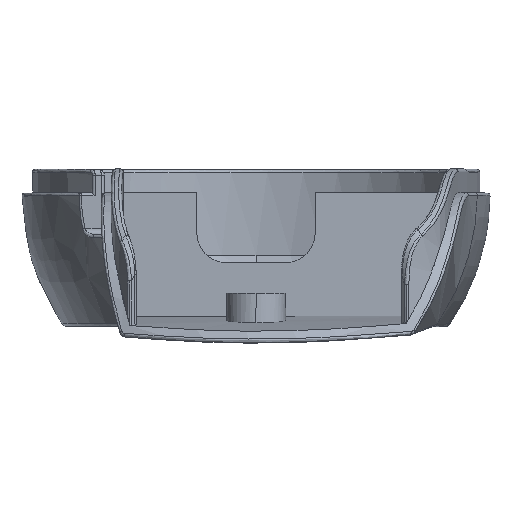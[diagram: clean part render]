
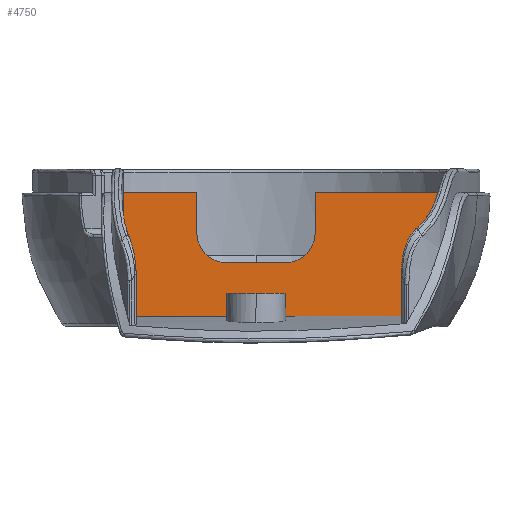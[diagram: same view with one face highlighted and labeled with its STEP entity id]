
A CAD part, top view. The second image highlights one B-rep face of the part: STEP entity #4750.
In plain terms, the highlighted planar face has unit normal (0, 0, 1).
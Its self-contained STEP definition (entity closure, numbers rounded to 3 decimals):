
#199 = VERTEX_POINT ( 'NONE', #2276 ) ;
#678 = B_SPLINE_CURVE_WITH_KNOTS ( 'NONE', 3,
 ( #1008, #8396, #3410, #12240 ),
 .UNSPECIFIED., .F., .F.,
 ( 4, 4 ),
 ( 0., 0.007 ),
 .UNSPECIFIED. ) ;
#679 = ORIENTED_EDGE ( 'NONE', *, *, #2537, .F. ) ;
#705 = VECTOR ( 'NONE', #7952, 1000. ) ;
#839 = DIRECTION ( 'NONE',  ( 1., 0., 0. ) ) ;
#853 = DIRECTION ( 'NONE',  ( 0., 0., 1. ) ) ;
#873 = CARTESIAN_POINT ( 'NONE',  ( 239., -6.8, 50.3 ) ) ;
#910 = VERTEX_POINT ( 'NONE', #3853 ) ;
#1008 = CARTESIAN_POINT ( 'NONE',  ( 223.509, -20.932, 50.3 ) ) ;
#1066 = VERTEX_POINT ( 'NONE', #3359 ) ;
#1535 = LINE ( 'NONE', #10649, #7137 ) ;
#1875 = FACE_OUTER_BOUND ( 'NONE', #12392, .T. ) ;
#1981 = VERTEX_POINT ( 'NONE', #3091 ) ;
#2276 = CARTESIAN_POINT ( 'NONE',  ( 239., -11.8, 50.3 ) ) ;
#2387 = DIRECTION ( 'NONE',  ( -1., 0., 0. ) ) ;
#2405 = DIRECTION ( 'NONE',  ( 0., 0., -1. ) ) ;
#2494 = ORIENTED_EDGE ( 'NONE', *, *, #7878, .F. ) ;
#2537 = EDGE_CURVE ( 'NONE', #6874, #5089, #8302, .T. ) ;
#2885 = VECTOR ( 'NONE', #7498, 1000. ) ;
#3091 = CARTESIAN_POINT ( 'NONE',  ( 221.566, 0., 50.3 ) ) ;
#3359 = CARTESIAN_POINT ( 'NONE',  ( 234., -6.8, 50.3 ) ) ;
#3410 = CARTESIAN_POINT ( 'NONE',  ( 222.083, -16.312, 50.3 ) ) ;
#3510 = CARTESIAN_POINT ( 'NONE',  ( 276.327, -10.725, 50.3 ) ) ;
#3515 = CARTESIAN_POINT ( 'NONE',  ( 275.811, -12.514, 50.3 ) ) ;
#3565 = CARTESIAN_POINT ( 'NONE',  ( 275.167, -14.259, 50.3 ) ) ;
#3569 = CARTESIAN_POINT ( 'NONE',  ( 273.627, -17.648, 50.3 ) ) ;
#3600 = CARTESIAN_POINT ( 'NONE',  ( 254., 500000., 50.3 ) ) ;
#3853 = CARTESIAN_POINT ( 'NONE',  ( 249., -11.8, 50.3 ) ) ;
#4061 = VERTEX_POINT ( 'NONE', #5390 ) ;
#4082 = CARTESIAN_POINT ( 'NONE',  ( 271.726, -20.85, 50.3 ) ) ;
#4126 = CARTESIAN_POINT ( 'NONE',  ( 272.734, -19.284, 50.3 ) ) ;
#4130 = DIRECTION ( 'NONE',  ( -1., 0., 0. ) ) ;
#4143 = DIRECTION ( 'NONE',  ( 0., 0., 1. ) ) ;
#4148 = CARTESIAN_POINT ( 'NONE',  ( 249., -6.8, 50.3 ) ) ;
#4750 = ADVANCED_FACE ( 'NONE', ( #1875 ), #6403, .F. ) ;
#4924 = VERTEX_POINT ( 'NONE', #14033 ) ;
#5089 = VERTEX_POINT ( 'NONE', #11014 ) ;
#5162 = CARTESIAN_POINT ( 'NONE',  ( 234., 0., 50.3 ) ) ;
#5176 = DIRECTION ( 'NONE',  ( 0., 1., 0. ) ) ;
#5390 = CARTESIAN_POINT ( 'NONE',  ( 223.509, -20.932, 50.3 ) ) ;
#5574 = CARTESIAN_POINT ( 'NONE',  ( 221.566, -13.951, 50.3 ) ) ;
#5658 = ORIENTED_EDGE ( 'NONE', *, *, #10078, .F. ) ;
#5809 = VECTOR ( 'NONE', #7003, 1000. ) ;
#6138 = CARTESIAN_POINT ( 'NONE',  ( 271.726, -20.85, 50.3 ) ) ;
#6201 = CARTESIAN_POINT ( 'NONE',  ( 257.412, 500000., 50.3 ) ) ;
#6403 = PLANE ( 'NONE',  #11069 ) ;
#6874 = VERTEX_POINT ( 'NONE', #8281 ) ;
#6970 = EDGE_CURVE ( 'NONE', #4924, #7052, #12323, .T. ) ;
#6988 = ORIENTED_EDGE ( 'NONE', *, *, #12726, .F. ) ;
#7003 = DIRECTION ( 'NONE',  ( 0., -1., 0. ) ) ;
#7034 = EDGE_CURVE ( 'NONE', #4061, #7469, #11857, .T. ) ;
#7052 = VERTEX_POINT ( 'NONE', #7678 ) ;
#7105 = CARTESIAN_POINT ( 'NONE',  ( 234., 500000., 50.3 ) ) ;
#7137 = VECTOR ( 'NONE', #13278, 1000. ) ;
#7143 = ORIENTED_EDGE ( 'NONE', *, *, #15026, .F. ) ;
#7469 = VERTEX_POINT ( 'NONE', #6138 ) ;
#7498 = DIRECTION ( 'NONE',  ( 1., 0., 0. ) ) ;
#7506 = LINE ( 'NONE', #7105, #5809 ) ;
#7547 = AXIS2_PLACEMENT_3D ( 'NONE', #4148, #4143, #4130 ) ;
#7678 = CARTESIAN_POINT ( 'NONE',  ( 276.327, -10.725, 50.3 ) ) ;
#7747 = VERTEX_POINT ( 'NONE', #5162 ) ;
#7878 = EDGE_CURVE ( 'NONE', #910, #6874, #14874, .T. ) ;
#7882 = CARTESIAN_POINT ( 'NONE',  ( 271.726, -20.85, 50.3 ) ) ;
#7885 = CARTESIAN_POINT ( 'NONE',  ( 255.655, -21.06, 50.3 ) ) ;
#7897 = CARTESIAN_POINT ( 'NONE',  ( 239.581, -21.088, 50.3 ) ) ;
#7902 = CARTESIAN_POINT ( 'NONE',  ( 223.509, -20.932, 50.3 ) ) ;
#7932 = EDGE_CURVE ( 'NONE', #7469, #7052, #10813, .T. ) ;
#7952 = DIRECTION ( 'NONE',  ( 0., -1., 0. ) ) ;
#7975 = CARTESIAN_POINT ( 'NONE',  ( 276.327, 500000., 50.3 ) ) ;
#8129 = ORIENTED_EDGE ( 'NONE', *, *, #15383, .F. ) ;
#8157 = LINE ( 'NONE', #14762, #2885 ) ;
#8281 = CARTESIAN_POINT ( 'NONE',  ( 254., -6.8, 50.3 ) ) ;
#8302 = LINE ( 'NONE', #3600, #15054 ) ;
#8396 = CARTESIAN_POINT ( 'NONE',  ( 222.732, -18.643, 50.3 ) ) ;
#8422 = ORIENTED_EDGE ( 'NONE', *, *, #7034, .T. ) ;
#8686 = EDGE_CURVE ( 'NONE', #1981, #7747, #13539, .T. ) ;
#8731 = CIRCLE ( 'NONE', #9103, 5. ) ;
#9103 = AXIS2_PLACEMENT_3D ( 'NONE', #873, #853, #839 ) ;
#9769 = CARTESIAN_POINT ( 'NONE',  ( 257.412, 0., 50.3 ) ) ;
#10078 = EDGE_CURVE ( 'NONE', #10883, #1981, #1535, .T. ) ;
#10649 = CARTESIAN_POINT ( 'NONE',  ( 221.566, 500000., 50.3 ) ) ;
#10813 = B_SPLINE_CURVE_WITH_KNOTS ( 'NONE', 3,
 ( #4082, #4126, #3569, #3565, #3515, #3510 ),
 .UNSPECIFIED., .F., .F.,
 ( 4, 2, 4 ),
 ( 0., 0.006, 0.011 ),
 .UNSPECIFIED. ) ;
#10883 = VERTEX_POINT ( 'NONE', #5574 ) ;
#11014 = CARTESIAN_POINT ( 'NONE',  ( 254., 0., 50.3 ) ) ;
#11069 = AXIS2_PLACEMENT_3D ( 'NONE', #6201, #2405, #2387 ) ;
#11080 = DIRECTION ( 'NONE',  ( 1., 0., 0. ) ) ;
#11375 = ORIENTED_EDGE ( 'NONE', *, *, #13417, .F. ) ;
#11857 = B_SPLINE_CURVE_WITH_KNOTS ( 'NONE', 3,
 ( #7902, #7897, #7885, #7882 ),
 .UNSPECIFIED., .F., .F.,
 ( 4, 4 ),
 ( -0.034, 0.014 ),
 .UNSPECIFIED. ) ;
#12240 = CARTESIAN_POINT ( 'NONE',  ( 221.566, -13.951, 50.3 ) ) ;
#12295 = CARTESIAN_POINT ( 'NONE',  ( 257.412, 0., 50.3 ) ) ;
#12323 = LINE ( 'NONE', #7975, #705 ) ;
#12392 = EDGE_LOOP ( 'NONE', ( #14967, #679, #2494, #7143, #11375, #6988, #13392, #5658, #8129, #8422, #14740, #15578 ) ) ;
#12726 = EDGE_CURVE ( 'NONE', #7747, #1066, #7506, .T. ) ;
#13102 = VECTOR ( 'NONE', #15689, 1000. ) ;
#13278 = DIRECTION ( 'NONE',  ( 0., 1., 0. ) ) ;
#13392 = ORIENTED_EDGE ( 'NONE', *, *, #8686, .F. ) ;
#13417 = EDGE_CURVE ( 'NONE', #1066, #199, #8731, .T. ) ;
#13539 = LINE ( 'NONE', #12295, #13102 ) ;
#14033 = CARTESIAN_POINT ( 'NONE',  ( 276.327, 0., 50.3 ) ) ;
#14740 = ORIENTED_EDGE ( 'NONE', *, *, #7932, .T. ) ;
#14762 = CARTESIAN_POINT ( 'NONE',  ( 257.412, -11.8, 50.3 ) ) ;
#14874 = CIRCLE ( 'NONE', #7547, 5. ) ;
#14967 = ORIENTED_EDGE ( 'NONE', *, *, #15703, .F. ) ;
#15026 = EDGE_CURVE ( 'NONE', #199, #910, #8157, .T. ) ;
#15054 = VECTOR ( 'NONE', #5176, 1000. ) ;
#15264 = LINE ( 'NONE', #9769, #15571 ) ;
#15383 = EDGE_CURVE ( 'NONE', #4061, #10883, #678, .T. ) ;
#15571 = VECTOR ( 'NONE', #11080, 1000. ) ;
#15578 = ORIENTED_EDGE ( 'NONE', *, *, #6970, .F. ) ;
#15689 = DIRECTION ( 'NONE',  ( 1., 0., 0. ) ) ;
#15703 = EDGE_CURVE ( 'NONE', #5089, #4924, #15264, .T. ) ;
